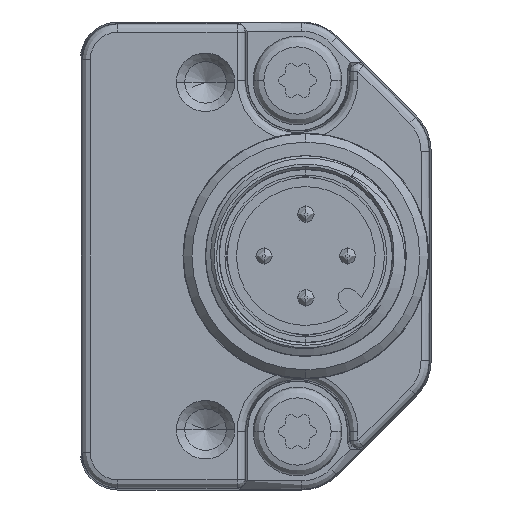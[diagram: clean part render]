
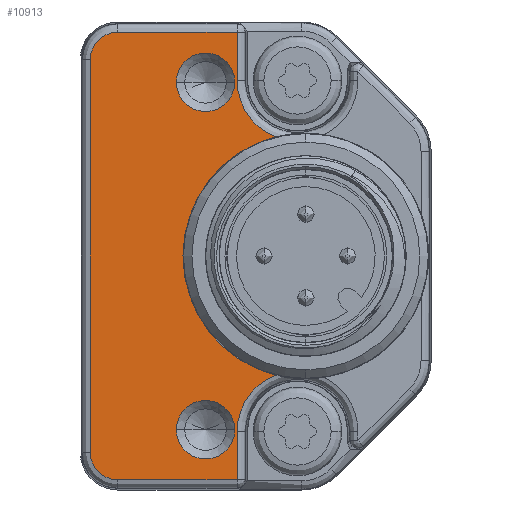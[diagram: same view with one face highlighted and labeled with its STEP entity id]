
A CAD part, left-side view. The second image highlights one B-rep face of the part: STEP entity #10913.
In plain terms, the highlighted planar face has unit normal (-1, 0, 0).
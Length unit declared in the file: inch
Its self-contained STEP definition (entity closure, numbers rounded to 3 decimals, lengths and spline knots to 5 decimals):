
#1749=CARTESIAN_POINT('',(-0.49213,0.31496,
-0.41339));
#1750=DIRECTION('',(1.,0.,0.));
#1751=DIRECTION('',(0.,1.,0.));
#1752=AXIS2_PLACEMENT_3D('',#1749,#1750,#1751);
#1754=DIRECTION('',(0.,0.,1.));
#1755=VECTOR('',#1754,0.11399);
#1756=CARTESIAN_POINT('',(-0.49213,0.45723,
-0.52737));
#1757=LINE('',#1756,#1755);
#1758=DIRECTION('',(0.,-1.,0.));
#1759=VECTOR('',#1758,0.28096);
#1760=CARTESIAN_POINT('',(-0.49213,0.73819,
-0.52737));
#1761=LINE('',#1760,#1759);
#1762=CARTESIAN_POINT('',(-0.49213,0.73819,
-0.4626));
#1763=DIRECTION('',(-1.,0.,0.));
#1764=DIRECTION('',(0.,1.,0.));
#1765=AXIS2_PLACEMENT_3D('',#1762,#1763,#1764);
#1767=DIRECTION('',(0.,0.,-1.));
#1768=VECTOR('',#1767,0.9252);
#1769=CARTESIAN_POINT('',(-0.49213,0.80296,
0.4626));
#1770=LINE('',#1769,#1768);
#1771=CARTESIAN_POINT('',(-0.49213,0.73819,
0.4626));
#1772=DIRECTION('',(-1.,0.,0.));
#1773=DIRECTION('',(0.,0.,1.));
#1774=AXIS2_PLACEMENT_3D('',#1771,#1772,#1773);
#1776=DIRECTION('',(0.,1.,0.));
#1777=VECTOR('',#1776,0.28096);
#1778=CARTESIAN_POINT('',(-0.49213,0.45723,
0.52737));
#1779=LINE('',#1778,#1777);
#1780=DIRECTION('',(0.,0.,1.));
#1781=VECTOR('',#1780,0.11399);
#1782=CARTESIAN_POINT('',(-0.49213,0.45723,
0.41339));
#1783=LINE('',#1782,#1781);
#1784=CARTESIAN_POINT('',(-0.49213,0.31496,
0.41339));
#1785=DIRECTION('',(1.,0.,0.));
#1786=DIRECTION('',(0.,0.359,-0.933));
#1787=AXIS2_PLACEMENT_3D('',#1784,#1785,#1786);
#1789=CARTESIAN_POINT('',(-0.49213,0.29528,0.));
#1790=DIRECTION('',(-1.,0.,0.));
#1791=DIRECTION('',(0.,0.244,0.97));
#1792=AXIS2_PLACEMENT_3D('',#1789,#1790,#1791);
#1794=CARTESIAN_POINT('',(-0.49213,0.5315,
-0.40915));
#1795=DIRECTION('',(1.,0.,0.));
#1796=DIRECTION('',(0.,1.,0.));
#1797=AXIS2_PLACEMENT_3D('',#1794,#1795,#1796);
#1799=CARTESIAN_POINT('',(-0.49213,0.5315,
-0.40915));
#1800=DIRECTION('',(1.,0.,0.));
#1801=DIRECTION('',(0.,-1.,0.));
#1802=AXIS2_PLACEMENT_3D('',#1799,#1800,#1801);
#1804=CARTESIAN_POINT('',(-0.49213,0.5315,
0.40915));
#1805=DIRECTION('',(1.,0.,0.));
#1806=DIRECTION('',(0.,1.,0.));
#1807=AXIS2_PLACEMENT_3D('',#1804,#1805,#1806);
#1809=CARTESIAN_POINT('',(-0.49213,0.5315,
0.40915));
#1810=DIRECTION('',(1.,0.,0.));
#1811=DIRECTION('',(0.,-1.,0.));
#1812=AXIS2_PLACEMENT_3D('',#1809,#1810,#1811);
#7828=CARTESIAN_POINT('',(-0.49213,0.80296,
-0.4626));
#7829=CARTESIAN_POINT('',(-0.49213,0.73819,
-0.52737));
#7830=VERTEX_POINT('',#7828);
#7831=VERTEX_POINT('',#7829);
#7836=CARTESIAN_POINT('',(-0.49213,0.80296,
0.4626));
#7837=VERTEX_POINT('',#7836);
#7840=CARTESIAN_POINT('',(-0.49213,0.73819,
0.52737));
#7841=VERTEX_POINT('',#7840);
#7864=CARTESIAN_POINT('',(-0.49213,0.60039,
-0.40915));
#7865=CARTESIAN_POINT('',(-0.49213,0.4626,
-0.40915));
#7866=VERTEX_POINT('',#7864);
#7867=VERTEX_POINT('',#7865);
#7872=CARTESIAN_POINT('',(-0.49213,0.60039,
0.40915));
#7873=CARTESIAN_POINT('',(-0.49213,0.4626,
0.40915));
#7874=VERTEX_POINT('',#7872);
#7875=VERTEX_POINT('',#7873);
#7908=CARTESIAN_POINT('',(-0.49213,0.45723,
-0.41339));
#7909=CARTESIAN_POINT('',(-0.49213,0.366,
-0.28059));
#7910=VERTEX_POINT('',#7908);
#7911=VERTEX_POINT('',#7909);
#7912=CARTESIAN_POINT('',(-0.49213,0.45723,
-0.52737));
#7913=VERTEX_POINT('',#7912);
#7936=CARTESIAN_POINT('',(-0.49213,0.366,
0.28059));
#7937=CARTESIAN_POINT('',(-0.49213,0.45723,
0.41339));
#7938=VERTEX_POINT('',#7936);
#7939=VERTEX_POINT('',#7937);
#7940=CARTESIAN_POINT('',(-0.49213,0.45723,
0.52737));
#7941=VERTEX_POINT('',#7940);
#10878=CARTESIAN_POINT('',(-0.49213,0.,0.));
#10879=DIRECTION('',(-1.,0.,0.));
#10880=DIRECTION('',(0.,0.,1.));
#10881=AXIS2_PLACEMENT_3D('',#10878,#10879,#10880);
#10882=PLANE('',#10881);
#10883=ORIENTED_EDGE('',*,*,#10726,.F.);
#10885=ORIENTED_EDGE('',*,*,#10884,.F.);
#10887=ORIENTED_EDGE('',*,*,#10886,.F.);
#10889=ORIENTED_EDGE('',*,*,#10888,.F.);
#10891=ORIENTED_EDGE('',*,*,#10890,.F.);
#10893=ORIENTED_EDGE('',*,*,#10892,.F.);
#10895=ORIENTED_EDGE('',*,*,#10894,.F.);
#10896=ORIENTED_EDGE('',*,*,#10869,.F.);
#10897=ORIENTED_EDGE('',*,*,#10827,.F.);
#10898=ORIENTED_EDGE('',*,*,#10741,.T.);
#10899=EDGE_LOOP('',(#10883,#10885,#10887,#10889,#10891,#10893,#10895,#10896,
#10897,#10898));
#10900=FACE_OUTER_BOUND('',#10899,.F.);
#10902=ORIENTED_EDGE('',*,*,#10901,.F.);
#10904=ORIENTED_EDGE('',*,*,#10903,.F.);
#10905=EDGE_LOOP('',(#10902,#10904));
#10906=FACE_BOUND('',#10905,.F.);
#10908=ORIENTED_EDGE('',*,*,#10907,.F.);
#10910=ORIENTED_EDGE('',*,*,#10909,.F.);
#10911=EDGE_LOOP('',(#10908,#10910));
#10912=FACE_BOUND('',#10911,.F.);
#10913=ADVANCED_FACE('',(#10900,#10906,#10912),#10882,.T.);
#1753=CIRCLE('',#1752,0.14227);
#1766=CIRCLE('',#1765,0.06477);
#1775=CIRCLE('',#1774,0.06477);
#1788=CIRCLE('',#1787,0.14227);
#1793=CIRCLE('',#1792,0.28937);
#1798=CIRCLE('',#1797,0.0689);
#1803=CIRCLE('',#1802,0.0689);
#1808=CIRCLE('',#1807,0.0689);
#1813=CIRCLE('',#1812,0.0689);
#10726=EDGE_CURVE('',#7910,#7911,#1753,.T.);
#10741=EDGE_CURVE('',#7938,#7911,#1793,.T.);
#10827=EDGE_CURVE('',#7938,#7939,#1788,.T.);
#10869=EDGE_CURVE('',#7939,#7941,#1783,.T.);
#10884=EDGE_CURVE('',#7913,#7910,#1757,.T.);
#10886=EDGE_CURVE('',#7831,#7913,#1761,.T.);
#10888=EDGE_CURVE('',#7830,#7831,#1766,.T.);
#10890=EDGE_CURVE('',#7837,#7830,#1770,.T.);
#10892=EDGE_CURVE('',#7841,#7837,#1775,.T.);
#10894=EDGE_CURVE('',#7941,#7841,#1779,.T.);
#10901=EDGE_CURVE('',#7866,#7867,#1798,.T.);
#10903=EDGE_CURVE('',#7867,#7866,#1803,.T.);
#10907=EDGE_CURVE('',#7874,#7875,#1808,.T.);
#10909=EDGE_CURVE('',#7875,#7874,#1813,.T.);
